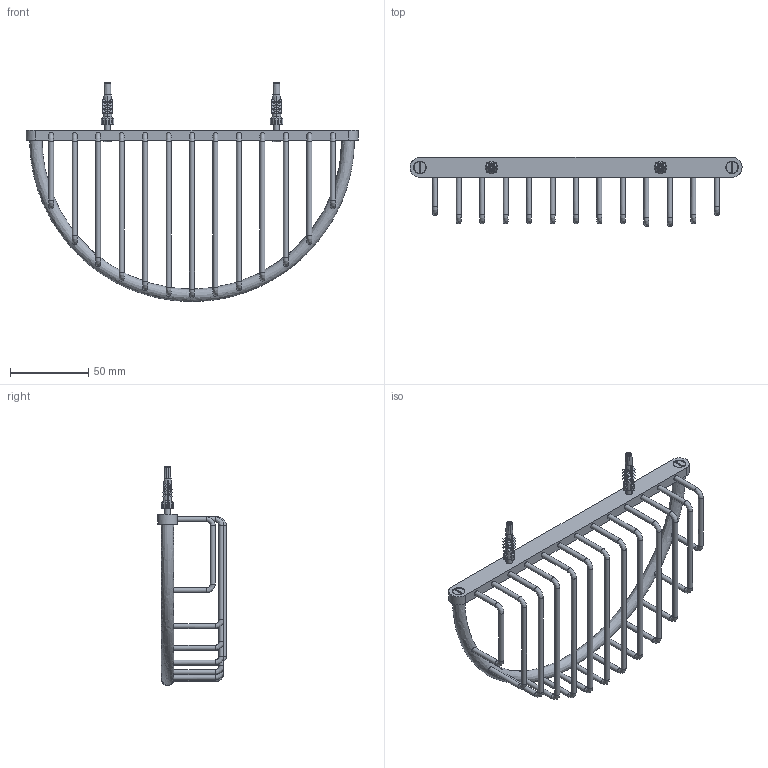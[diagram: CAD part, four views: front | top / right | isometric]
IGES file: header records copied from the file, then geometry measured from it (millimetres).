
Global section: file name: N153; native system: Autodesk Inventor 2018; preprocessor: unknown; author: aprice; date: 20171018.102358; units: millimetre
Bounding box: 211.99 x 43.95 x 139.89 mm (x, y, z)
Volume: 47967.5 mm3; surface area: 41353.2 mm2
Topology: 21 solids, 21 shells, 636 faces, 1847 edges, 1241 vertices
Faces by surface type: bspline 636
